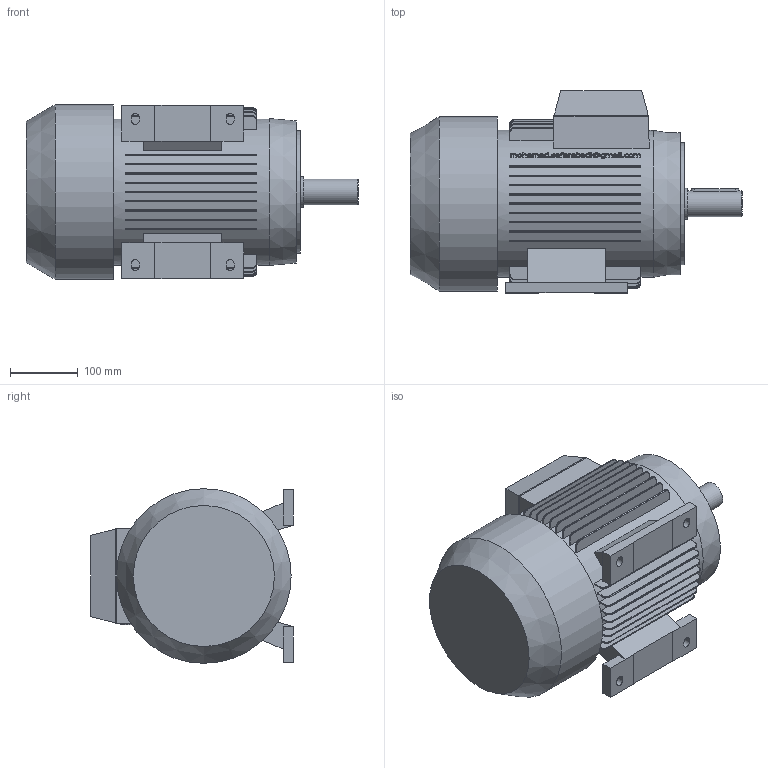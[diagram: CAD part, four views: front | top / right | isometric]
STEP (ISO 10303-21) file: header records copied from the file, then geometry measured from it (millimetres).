
FILE_DESCRIPTION(/* description */ (''),/* implementation_level */ '2;1');
FILE_NAME(/* name */ 'Standard motors (Siemens Aluminum series 1LA9) - 132 S - 1LA9 131 (2 poles).stp',/* time_stamp */ '2018-09-10T13:10:05+05:00',/* author */ ('user'),/* organization */ (''),/* preprocessor_version */ 'ST-DEVELOPER v16.13',/* originating_system */ 'Autodesk Inventor 2018',/* authorisation */ '');
FILE_SCHEMA (('AUTOMOTIVE_DESIGN { 1 0 10303 214 3 1 1 }'));
Products named in the file (1): Siemens - AC Motors IM B3
Bounding box: 490.5 x 299 x 258 mm (x, y, z)
Volume: 18542944.9 mm3; surface area: 753449.1 mm2
Topology: 66 solids, 66 shells, 1717 faces, 4394 edges, 2843 vertices
Faces by surface type: plane 707, bspline 688, cylinder 254, torus 63, cone 5
Full cylindrical faces by diameter (mm): 10.106 x1, 32 x2, 38 x1, 45.6 x1, 180.6 x1, 216.8 x1, 258 x1
Entity records: 59648 total; most frequent: CARTESIAN_POINT 22536, ORIENTED_EDGE 8750, DIRECTION 5508, EDGE_CURVE 4375, VERTEX_POINT 2838, LINE 2350, VECTOR 2350, EDGE_LOOP 1829
